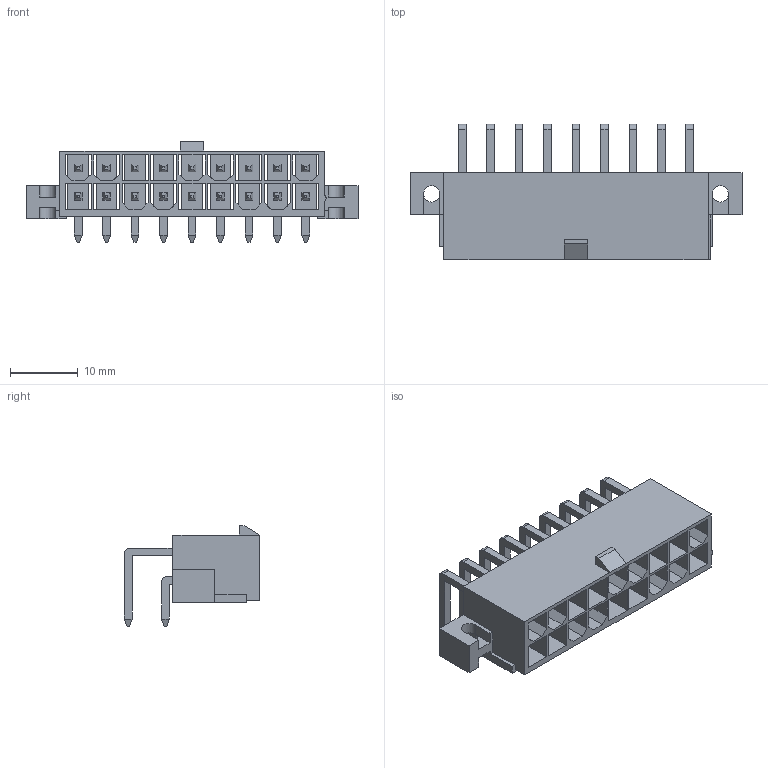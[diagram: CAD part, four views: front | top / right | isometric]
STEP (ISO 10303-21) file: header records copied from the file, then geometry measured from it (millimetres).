
FILE_DESCRIPTION(/* description */ ('Unknown'),/* implementation_level */ '2;1');
FILE_NAME(/* name */ '64901821022',/* time_stamp */ '2019-08-05T11:12:57+02:00',/* author */ ('Unknown'),/* organization */ ('Unknown'),/* preprocessor_version */ 'ST-DEVELOPER v16.7',/* originating_system */ 'DEX',/* authorisation */ $);
FILE_SCHEMA (('AUTOMOTIVE_DESIGN {1 0 10303 214 3 1 1}'));
Length unit declared in the file: millimetre
Products named in the file (4): 6490xx21022; 64901821022; 6490xx21022_PIN; 6490xx21022_PIN_BIS
Assembly tree (19 placements, depth 2):
  6490xx21022
    64901821022
    6490xx21022_PIN  x9
    6490xx21022_PIN_BIS  x9
Bounding box: 49 x 19.97 x 14.9 mm (x, y, z)
Volume: 2730.1 mm3; surface area: 7731.3 mm2
Topology: 19 solids, 19 shells, 620 faces, 1603 edges, 1006 vertices
Faces by surface type: plane 595, cylinder 25
Entity records: 11635 total; most frequent: CARTESIAN_POINT 2033, ORIENTED_EDGE 2022, DIRECTION 1765, EDGE_CURVE 1011, LINE 993, VECTOR 993, VERTEX_POINT 654, EDGE_LOOP 449
